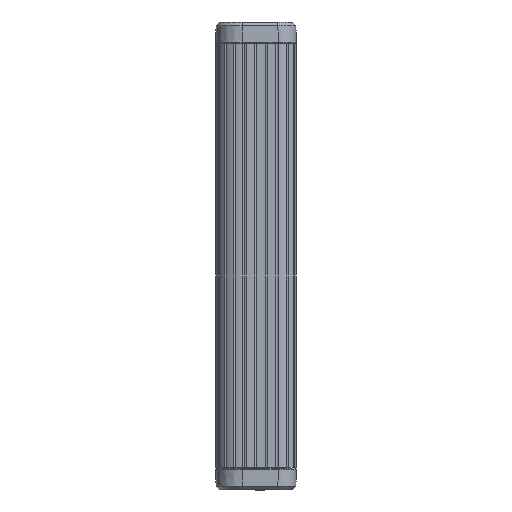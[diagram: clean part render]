
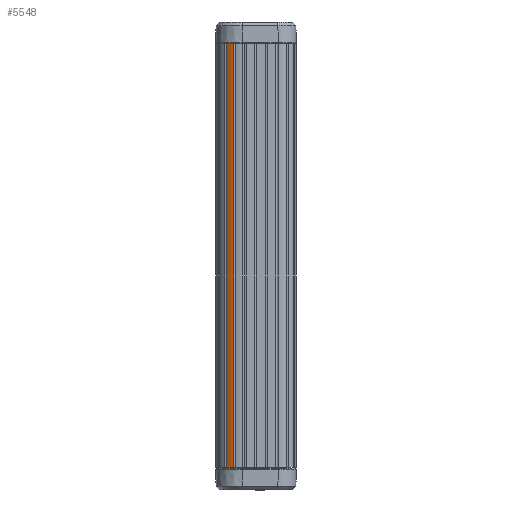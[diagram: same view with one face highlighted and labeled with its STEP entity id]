
A CAD part, left-side view. The second image highlights one B-rep face of the part: STEP entity #5548.
In plain terms, the highlighted cylindrical face has radius 25 mm (diameter 50 mm), a partial arc.
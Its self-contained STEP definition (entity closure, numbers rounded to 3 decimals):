
#1792 = EDGE_CURVE ( 'NONE', #6963, #17693, #13458, .T. ) ;
#1817 = DIRECTION ( 'NONE',  ( 0., 0., -1. ) ) ;
#1843 = CARTESIAN_POINT ( 'NONE',  ( 23.648, 8.109, -100. ) ) ;
#1946 = LINE ( 'NONE', #6823, #10433 ) ;
#4291 = ORIENTED_EDGE ( 'NONE', *, *, #1792, .T. ) ;
#4830 = DIRECTION ( 'NONE',  ( 0., 0., -1. ) ) ;
#5548 = ADVANCED_FACE ( 'NONE', ( #6310 ), #5832, .T. ) ;
#5832 = CYLINDRICAL_SURFACE ( 'NONE', #6687, 25. ) ;
#5963 = CARTESIAN_POINT ( 'NONE',  ( 19.856, 15.19, -100. ) ) ;
#6310 = FACE_OUTER_BOUND ( 'NONE', #7107, .T. ) ;
#6366 = DIRECTION ( 'NONE',  ( 0., 0., -1. ) ) ;
#6511 = LINE ( 'NONE', #15914, #14445 ) ;
#6687 = AXIS2_PLACEMENT_3D ( 'NONE', #20388, #6366, #8530 ) ;
#6820 = AXIS2_PLACEMENT_3D ( 'NONE', #11339, #1817, #12954 ) ;
#6823 = CARTESIAN_POINT ( 'NONE',  ( 19.856, 15.19, 0. ) ) ;
#6963 = VERTEX_POINT ( 'NONE', #15735 ) ;
#7107 = EDGE_LOOP ( 'NONE', ( #13101, #9440, #12567, #4291 ) ) ;
#7363 = CARTESIAN_POINT ( 'NONE',  ( 19.856, 15.19, -500. ) ) ;
#8530 = DIRECTION ( 'NONE',  ( -1., 0., 0. ) ) ;
#9440 = ORIENTED_EDGE ( 'NONE', *, *, #19312, .T. ) ;
#10252 = VERTEX_POINT ( 'NONE', #5963 ) ;
#10433 = VECTOR ( 'NONE', #17970, 1000. ) ;
#11339 = CARTESIAN_POINT ( 'NONE',  ( 0., 0., -100. ) ) ;
#11398 = VERTEX_POINT ( 'NONE', #1843 ) ;
#11627 = DIRECTION ( 'NONE',  ( 0., 0., 1. ) ) ;
#12312 = AXIS2_PLACEMENT_3D ( 'NONE', #17649, #11627, #18901 ) ;
#12567 = ORIENTED_EDGE ( 'NONE', *, *, #16772, .T. ) ;
#12954 = DIRECTION ( 'NONE',  ( -1., 0., 0. ) ) ;
#13101 = ORIENTED_EDGE ( 'NONE', *, *, #20023, .T. ) ;
#13458 = CIRCLE ( 'NONE', #12312, 25. ) ;
#14445 = VECTOR ( 'NONE', #4830, 1000. ) ;
#15735 = CARTESIAN_POINT ( 'NONE',  ( 23.648, 8.109, -500. ) ) ;
#15914 = CARTESIAN_POINT ( 'NONE',  ( 23.648, 8.109, 0. ) ) ;
#16772 = EDGE_CURVE ( 'NONE', #11398, #6963, #6511, .T. ) ;
#17649 = CARTESIAN_POINT ( 'NONE',  ( 0., 0., -500. ) ) ;
#17693 = VERTEX_POINT ( 'NONE', #7363 ) ;
#17970 = DIRECTION ( 'NONE',  ( 0., 0., 1. ) ) ;
#18901 = DIRECTION ( 'NONE',  ( -1., 0., 0. ) ) ;
#19201 = CIRCLE ( 'NONE', #6820, 25. ) ;
#19312 = EDGE_CURVE ( 'NONE', #10252, #11398, #19201, .T. ) ;
#20023 = EDGE_CURVE ( 'NONE', #17693, #10252, #1946, .T. ) ;
#20388 = CARTESIAN_POINT ( 'NONE',  ( 0., 0., 500. ) ) ;
